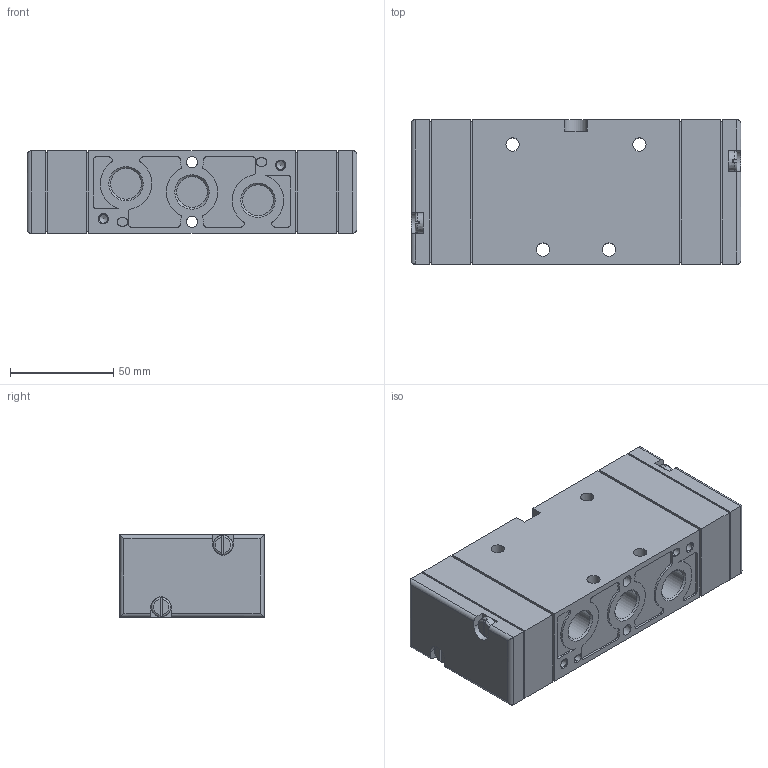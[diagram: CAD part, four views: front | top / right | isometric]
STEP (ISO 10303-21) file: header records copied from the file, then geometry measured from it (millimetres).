
FILE_DESCRIPTION(/* description */ ('STEP AP214'),/* implementation_level */ '2;1');
FILE_NAME(/* name */ '14949_VL-5_3E-3_8-B',/* time_stamp */ '2024-09-16T15:25:04+02:00',/* author */ ('License CC BY-ND 4.0'),/* organization */ ('CADENAS'),/* preprocessor_version */ 'ST-DEVELOPER v19.3',/* originating_system */ 'PARTsolutions',/* authorisation */ ' ');
FILE_SCHEMA (('AUTOMOTIVE_DESIGN {1 0 10303 214 3 1 1}'));
Length unit declared in the file: millimetre
Products named in the file (1): 14949 VL-5/3E-3/8-B
Bounding box: 160 x 70 x 40 mm (x, y, z)
Volume: 412067.7 mm3; surface area: 55524 mm2
Topology: 1 solids, 1 shells, 266 faces, 697 edges, 459 vertices
Faces by surface type: plane 136, cylinder 105, cone 17, torus 8
Full cylindrical faces by diameter (mm): 4.134 x2, 5.5 x2, 6.5 x4, 8.566 x2, 14.95 x5
Entity records: 8086 total; most frequent: CARTESIAN_POINT 1499, DIRECTION 1394, ORIENTED_EDGE 1306, EDGE_CURVE 653, AXIS2_PLACEMENT_3D 510, VERTEX_POINT 451, LINE 374, VECTOR 374
